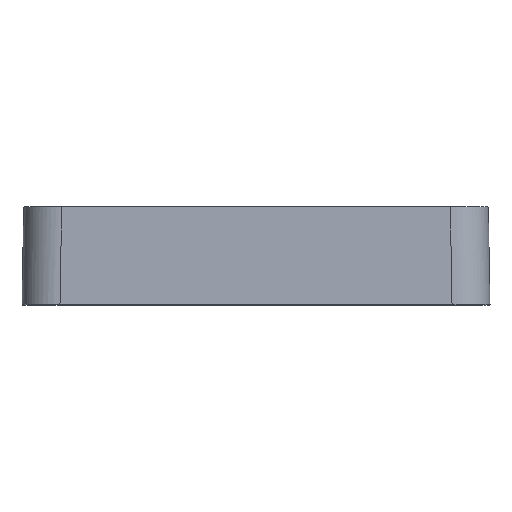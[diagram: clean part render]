
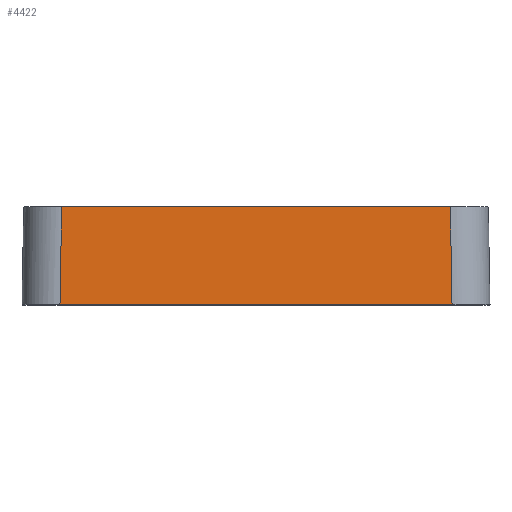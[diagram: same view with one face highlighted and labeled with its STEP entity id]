
A CAD part, top view. The second image highlights one B-rep face of the part: STEP entity #4422.
In plain terms, the highlighted planar face has unit normal (0, 0.018, 1).
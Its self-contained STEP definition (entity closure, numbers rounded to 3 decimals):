
#50=CARTESIAN_POINT('',(-31.972,16.,40.721));
#1314=DIRECTION('',(1.,0.,0.));
#1315=VECTOR('',#1314,64.502);
#1316=CARTESIAN_POINT('',(-32.251,0.,41.));
#1317=LINE('',#1316,#1315);
#1326=CARTESIAN_POINT('',(32.251,0.,41.));
#1360=CARTESIAN_POINT('',(-32.251,0.,41.));
#1390=DIRECTION('',(-0.017,-1.,0.017));
#1391=VECTOR('',#1390,16.005);
#1392=CARTESIAN_POINT('',(-31.972,16.,40.721));
#1393=LINE('',#1392,#1391);
#1394=DIRECTION('',(1.,0.,0.));
#1395=VECTOR('',#1394,63.943);
#1396=CARTESIAN_POINT('',(-31.972,16.,40.721));
#1397=LINE('',#1396,#1395);
#1398=DIRECTION('',(0.017,-1.,0.017));
#1399=VECTOR('',#1398,16.005);
#1400=CARTESIAN_POINT('',(31.972,16.,40.721));
#1401=LINE('',#1400,#1399);
#1971=VERTEX_POINT('',#1326);
#1972=CARTESIAN_POINT('',(31.972,16.,40.721));
#1973=VERTEX_POINT('',#1972);
#1982=VERTEX_POINT('',#1360);
#2373=VERTEX_POINT('',#50);
#4409=CARTESIAN_POINT('',(-40.863,0.,41.));
#4410=DIRECTION('',(0.,0.017,1.));
#4411=DIRECTION('',(-1.,0.,0.));
#4412=AXIS2_PLACEMENT_3D('',#4409,#4410,#4411);
#4413=PLANE('',#4412);
#4414=ORIENTED_EDGE('',*,*,#4374,.F.);
#4416=ORIENTED_EDGE('',*,*,#4415,.F.);
#4417=ORIENTED_EDGE('',*,*,#2403,.T.);
#4419=ORIENTED_EDGE('',*,*,#4418,.T.);
#4420=EDGE_LOOP('',(#4414,#4416,#4417,#4419));
#4421=FACE_OUTER_BOUND('',#4420,.F.);
#4422=ADVANCED_FACE('',(#4421),#4413,.T.);
#2403=EDGE_CURVE('',#2373,#1973,#1397,.T.);
#4374=EDGE_CURVE('',#1982,#1971,#1317,.T.);
#4415=EDGE_CURVE('',#2373,#1982,#1393,.T.);
#4418=EDGE_CURVE('',#1973,#1971,#1401,.T.);
